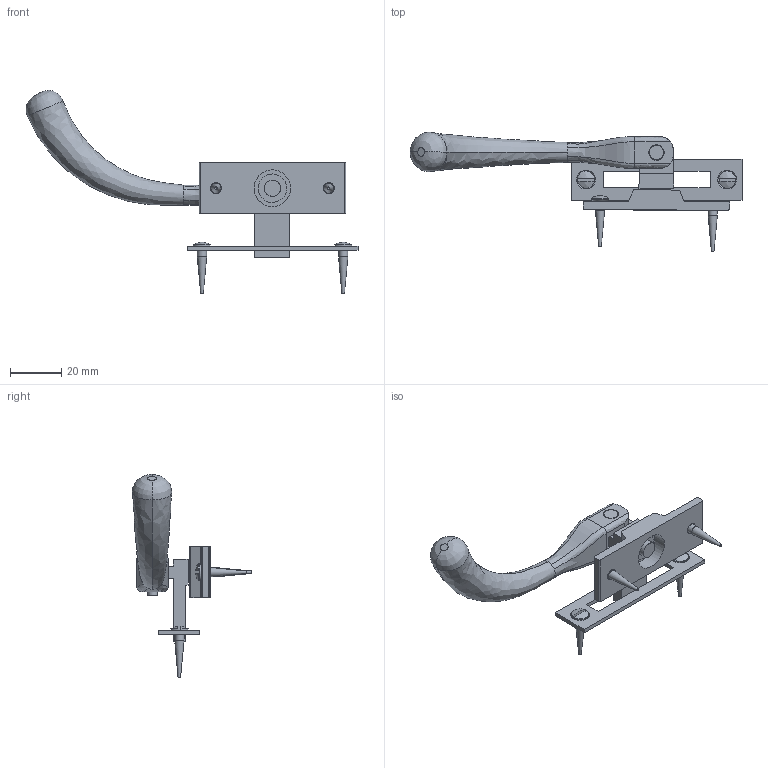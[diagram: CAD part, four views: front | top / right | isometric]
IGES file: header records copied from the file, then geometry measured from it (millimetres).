
Global section: file name: P4511-MP; native system: Autodesk Inventor 2018; preprocessor: unknown; author: ashami; date: 20180911.121101; units: millimetre
Bounding box: 129.56 x 46.54 x 79.3 mm (x, y, z)
Volume: 22063.8 mm3; surface area: 13686.8 mm2
Topology: 11 solids, 11 shells, 145 faces, 364 edges, 244 vertices
Faces by surface type: bspline 145
